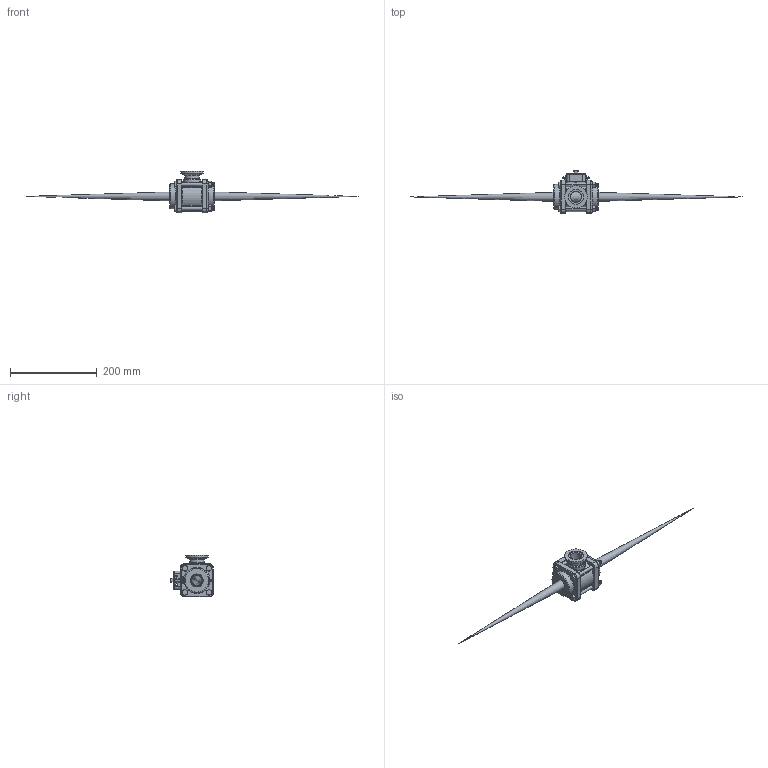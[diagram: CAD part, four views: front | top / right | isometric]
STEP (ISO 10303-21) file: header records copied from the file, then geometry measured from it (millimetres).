
FILE_DESCRIPTION(/* description */ ('EVX 3/4" NPT SL BOLTED VALVE ONLY'),/* implementation_level */ '2;1');
FILE_NAME(/* name */ 'EVX075SLX.stp',/* time_stamp */ '2020-04-06T14:03:16-04:00',/* author */ ('CPM'),/* organization */ (''),/* preprocessor_version */ 'ST-DEVELOPER v17.2',/* originating_system */ 'Autodesk Inventor 2019',/* authorisation */ '');
FILE_SCHEMA (('AUTOMOTIVE_DESIGN { 1 0 10303 214 3 1 1 }'));
Length unit declared in the file: inch
Products named in the file (13): EVX075SLX; MEVX10354AS; MEVX10354ASX; VE10355; VE07357A; V07357X; VE10264; V10117; V10118; V10119; VE10258A; EVP20151A; AQ206V
Assembly tree (24 placements, depth 3):
  EVX075SLX
    MEVX10354AS
      MEVX10354ASX
    VE10355
    VE07357A  x2
      V07357X
    VE10264  x2
    V10117  x4
    V10118  x4
    V10119  x4
    VE10258A  x2
    EVP20151A
    AQ206V
Bounding box: 767.44 x 98.88 x 96.52 mm (x, y, z)
Volume: 372745.5 mm3; surface area: 324077.5 mm2
Topology: 22 solids, 22 shells, 1599 faces, 3776 edges, 2270 vertices
Faces by surface type: cylinder 532, cone 457, plane 374, bspline 137, torus 77, sphere 22
Full cylindrical faces by diameter (mm): 3.429 x4, 4.572 x2, 8.89 x8, 13.665 x1, 19.177 x2, 19.304 x1, 25.4 x1, 25.908 x7, 34.036 x1, 35.052 x1, 37.973 x2, 38.1 x2, 41.148 x1, 44.958 x2, 51.816 x1, 53.848 x1, 53.95 x2, 57.404 x2, 60.325 x2, 62.992 x2, 63.5 x2
Entity records: 29332 total; most frequent: CARTESIAN_POINT 12048, ORIENTED_EDGE 3552, DIRECTION 3415, EDGE_CURVE 1776, AXIS2_PLACEMENT_3D 1324, VERTEX_POINT 1106, EDGE_LOOP 804, LINE 767
